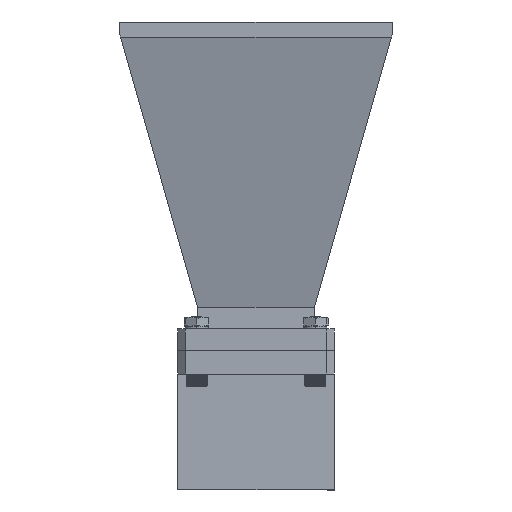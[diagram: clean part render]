
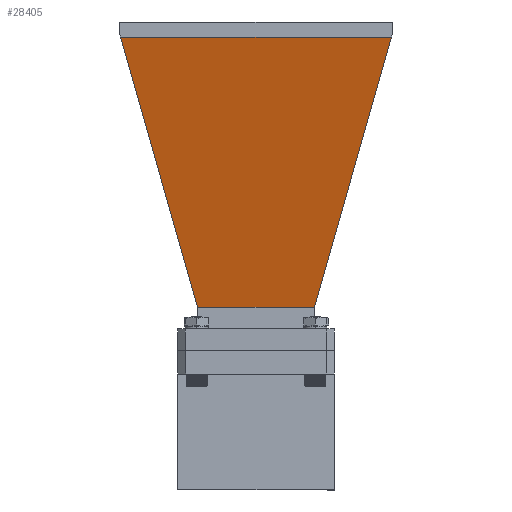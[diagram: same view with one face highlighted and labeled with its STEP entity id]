
A CAD part, front view. The second image highlights one B-rep face of the part: STEP entity #28405.
In plain terms, the highlighted face is planar.
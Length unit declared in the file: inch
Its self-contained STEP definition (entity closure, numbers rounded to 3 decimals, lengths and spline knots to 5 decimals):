
#838 = ORIENTED_EDGE ( 'NONE', *, *, #10152, .T. ) ;
#2125 = LINE ( 'NONE', #11185, #8284 ) ;
#2136 = VERTEX_POINT ( 'NONE', #34142 ) ;
#5933 = EDGE_CURVE ( 'NONE', #2136, #29174, #32073, .T. ) ;
#7667 = ORIENTED_EDGE ( 'NONE', *, *, #13073, .T. ) ;
#8284 = VECTOR ( 'NONE', #35101, 39.37008 ) ;
#10015 = DIRECTION ( 'NONE',  ( -0.235, 0., 0.972 ) ) ;
#10152 = EDGE_CURVE ( 'NONE', #14958, #17135, #2125, .T. ) ;
#10705 = DIRECTION ( 'NONE',  ( -0.226, -0.267, 0.937 ) ) ;
#11185 = CARTESIAN_POINT ( 'NONE',  ( -1.07672, 1.4586, 4.86585 ) ) ;
#12399 = DIRECTION ( 'NONE',  ( -0.972, 0., -0.235 ) ) ;
#12542 = ORIENTED_EDGE ( 'NONE', *, *, #5933, .T. ) ;
#12759 = CARTESIAN_POINT ( 'NONE',  ( -1.07672, 0., 4.86585 ) ) ;
#13073 = EDGE_CURVE ( 'NONE', #29174, #14958, #27614, .T. ) ;
#13166 = VECTOR ( 'NONE', #18895, 39.37008 ) ;
#13696 = LINE ( 'NONE', #22834, #37535 ) ;
#14958 = VERTEX_POINT ( 'NONE', #23621 ) ;
#16720 = CARTESIAN_POINT ( 'NONE',  ( -0.37303, 0.62884, 1.95443 ) ) ;
#17059 = VECTOR ( 'NONE', #10705, 39.37008 ) ;
#17135 = VERTEX_POINT ( 'NONE', #16720 ) ;
#18895 = DIRECTION ( 'NONE',  ( 0., 1., 0. ) ) ;
#18928 = FACE_OUTER_BOUND ( 'NONE', #21763, .T. ) ;
#21763 = EDGE_LOOP ( 'NONE', ( #37361, #12542, #7667, #838 ) ) ;
#22834 = CARTESIAN_POINT ( 'NONE',  ( -0.37303, 0., 1.95443 ) ) ;
#23621 = CARTESIAN_POINT ( 'NONE',  ( -1.07672, 1.4586, 4.86585 ) ) ;
#25036 = PLANE ( 'NONE',  #31964 ) ;
#27614 = LINE ( 'NONE', #12759, #13166 ) ;
#28405 = ADVANCED_FACE ( 'NONE', ( #18928 ), #25036, .T. ) ;
#29174 = VERTEX_POINT ( 'NONE', #37567 ) ;
#31877 = CARTESIAN_POINT ( 'NONE',  ( -0.37303, -0.62884, 1.95443 ) ) ;
#31964 = AXIS2_PLACEMENT_3D ( 'NONE', #37076, #12399, #10015 ) ;
#32073 = LINE ( 'NONE', #31877, #17059 ) ;
#33145 = EDGE_CURVE ( 'NONE', #17135, #2136, #13696, .T. ) ;
#34142 = CARTESIAN_POINT ( 'NONE',  ( -0.37303, -0.62884, 1.95443 ) ) ;
#35101 = DIRECTION ( 'NONE',  ( 0.226, -0.267, -0.937 ) ) ;
#37076 = CARTESIAN_POINT ( 'NONE',  ( -0.73955, 0., 3.47087 ) ) ;
#37361 = ORIENTED_EDGE ( 'NONE', *, *, #33145, .T. ) ;
#37535 = VECTOR ( 'NONE', #38003, 39.37008 ) ;
#37567 = CARTESIAN_POINT ( 'NONE',  ( -1.07672, -1.4586, 4.86585 ) ) ;
#38003 = DIRECTION ( 'NONE',  ( 0., -1., 0. ) ) ;
